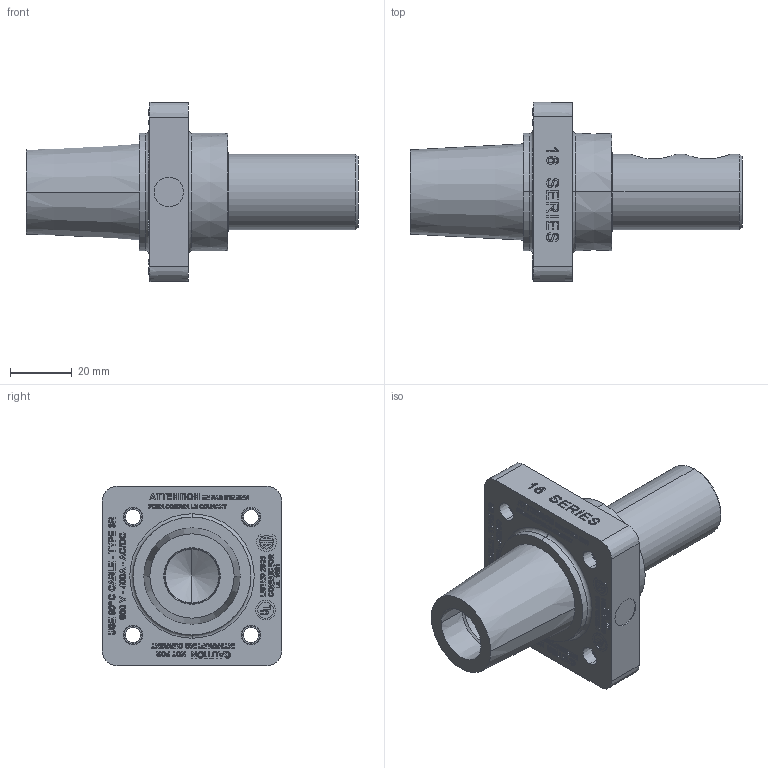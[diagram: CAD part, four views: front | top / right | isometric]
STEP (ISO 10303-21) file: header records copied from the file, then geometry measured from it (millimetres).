
FILE_DESCRIPTION (( 'STEP AP214' ), '1' );
FILE_NAME ('ORC6330-M01.STEP', '2025-04-28T14:20:50', ( '' ), ( '' ), 'SwSTEP 2.0', 'SolidWorks 2024', '' );
FILE_SCHEMA (( 'AUTOMOTIVE_DESIGN' ));
Length unit declared in the file: inch
Products named in the file (1): ORC6330-M01
Bounding box: 107.3 x 57.94 x 57.94 mm (x, y, z)
Volume: 94949.9 mm3; surface area: 42783.9 mm2
Topology: 8 solids, 8 shells, 2665 faces, 6774 edges, 4333 vertices
Faces by surface type: plane 1320, bspline 738, cylinder 347, cone 110, torus 78, sphere 72
Entity records: 117437 total; most frequent: CARTESIAN_POINT 57709, ORIENTED_EDGE 13500, DIRECTION 10019, EDGE_CURVE 6750, VERTEX_POINT 4333, VECTOR 4297, LINE 4297, EDGE_LOOP 2947
